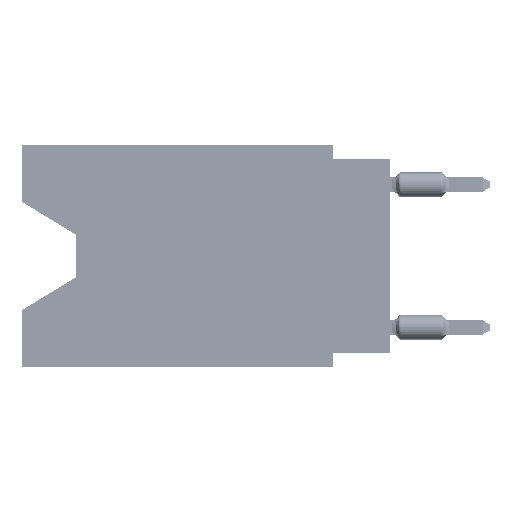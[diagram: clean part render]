
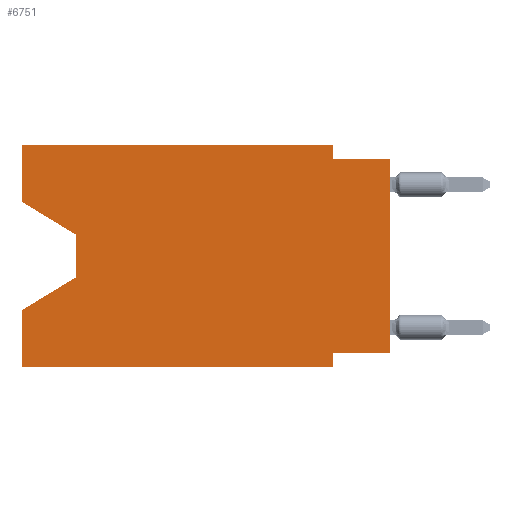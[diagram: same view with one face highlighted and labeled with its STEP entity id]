
A CAD part, left-side view. The second image highlights one B-rep face of the part: STEP entity #6751.
In plain terms, the highlighted planar face has unit normal (-1, 0, 0).
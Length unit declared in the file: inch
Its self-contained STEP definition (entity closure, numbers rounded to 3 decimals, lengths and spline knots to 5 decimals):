
#527 = CARTESIAN_POINT ( 'NONE',  ( 0., 0.55, -0.158 ) ) ;
#762 = ORIENTED_EDGE ( 'NONE', *, *, #37918, .F. ) ;
#1187 = VERTEX_POINT ( 'NONE', #57627 ) ;
#1629 = VERTEX_POINT ( 'NONE', #15960 ) ;
#1750 = CARTESIAN_POINT ( 'NONE',  ( 0., 0.645, 0. ) ) ;
#3384 = CARTESIAN_POINT ( 'NONE',  ( 0., 0., 0. ) ) ;
#3542 = VECTOR ( 'NONE', #4388, 39.37008 ) ;
#3552 = EDGE_LOOP ( 'NONE', ( #37966, #47307, #42418, #762, #15606, #56020, #33594, #43536, #40797, #37169, #11140, #12790 ) ) ;
#3772 = VECTOR ( 'NONE', #16139, 39.37008 ) ;
#3874 = CARTESIAN_POINT ( 'NONE',  ( 0., 0., -0.025 ) ) ;
#4388 = DIRECTION ( 'NONE',  ( 0., 0.855, -0.519 ) ) ;
#4970 = FACE_OUTER_BOUND ( 'NONE', #3552, .T. ) ;
#6102 = DIRECTION ( 'NONE',  ( 0., -1., 0. ) ) ;
#6468 = VECTOR ( 'NONE', #16686, 39.37008 ) ;
#6751 = ADVANCED_FACE ( 'NONE', ( #4970 ), #38154, .F. ) ;
#7273 = EDGE_CURVE ( 'NONE', #57524, #13751, #37452, .T. ) ;
#8850 = EDGE_CURVE ( 'NONE', #25298, #32994, #21734, .T. ) ;
#9796 = EDGE_CURVE ( 'NONE', #24194, #25298, #39149, .T. ) ;
#9879 = EDGE_CURVE ( 'NONE', #32994, #45348, #36656, .T. ) ;
#10117 = VECTOR ( 'NONE', #53802, 39.37008 ) ;
#11001 = CARTESIAN_POINT ( 'NONE',  ( 0., 0.1, -0.365 ) ) ;
#11140 = ORIENTED_EDGE ( 'NONE', *, *, #7273, .F. ) ;
#11771 = CARTESIAN_POINT ( 'NONE',  ( 0., 0.645, -0.10025 ) ) ;
#12790 = ORIENTED_EDGE ( 'NONE', *, *, #23258, .F. ) ;
#13751 = VERTEX_POINT ( 'NONE', #26619 ) ;
#14510 = VECTOR ( 'NONE', #42486, 39.37008 ) ;
#14554 = LINE ( 'NONE', #52099, #53917 ) ;
#15564 = LINE ( 'NONE', #1750, #36432 ) ;
#15606 = ORIENTED_EDGE ( 'NONE', *, *, #40156, .T. ) ;
#15960 = CARTESIAN_POINT ( 'NONE',  ( 0., 0.1, -0.025 ) ) ;
#16139 = DIRECTION ( 'NONE',  ( 0., 0., -1. ) ) ;
#16686 = DIRECTION ( 'NONE',  ( 0., -0.855, -0.519 ) ) ;
#17596 = CARTESIAN_POINT ( 'NONE',  ( 0., 0.55, -0.232 ) ) ;
#17677 = LINE ( 'NONE', #3874, #10117 ) ;
#20165 = CARTESIAN_POINT ( 'NONE',  ( 0., 0., -0.365 ) ) ;
#21370 = VECTOR ( 'NONE', #25705, 39.37008 ) ;
#21734 = LINE ( 'NONE', #44847, #47688 ) ;
#22033 = DIRECTION ( 'NONE',  ( 0., 0., -1. ) ) ;
#22999 = DIRECTION ( 'NONE',  ( 0., -1., 0. ) ) ;
#23146 = CARTESIAN_POINT ( 'NONE',  ( 0., 0.645, -0.28975 ) ) ;
#23258 = EDGE_CURVE ( 'NONE', #24194, #57524, #47711, .T. ) ;
#23568 = CARTESIAN_POINT ( 'NONE',  ( 0., 0.645, -0.39 ) ) ;
#24194 = VERTEX_POINT ( 'NONE', #57760 ) ;
#25298 = VERTEX_POINT ( 'NONE', #527 ) ;
#25332 = VERTEX_POINT ( 'NONE', #23568 ) ;
#25705 = DIRECTION ( 'NONE',  ( 0., 1., 0. ) ) ;
#26619 = CARTESIAN_POINT ( 'NONE',  ( 0., 0.1, 0. ) ) ;
#26654 = EDGE_CURVE ( 'NONE', #29584, #50029, #53128, .T. ) ;
#27318 = EDGE_CURVE ( 'NONE', #50029, #47314, #53090, .T. ) ;
#27609 = CARTESIAN_POINT ( 'NONE',  ( 0., 0.645, 0. ) ) ;
#27704 = EDGE_CURVE ( 'NONE', #13751, #1629, #14554, .T. ) ;
#29584 = VERTEX_POINT ( 'NONE', #54184 ) ;
#32994 = VERTEX_POINT ( 'NONE', #55836 ) ;
#33594 = ORIENTED_EDGE ( 'NONE', *, *, #26654, .F. ) ;
#34143 = DIRECTION ( 'NONE',  ( 1., 0., 0. ) ) ;
#34168 = EDGE_CURVE ( 'NONE', #1629, #1187, #17677, .T. ) ;
#34276 = VECTOR ( 'NONE', #50137, 39.37008 ) ;
#34595 = CARTESIAN_POINT ( 'NONE',  ( 0., 0.1, -0.39 ) ) ;
#34921 = DIRECTION ( 'NONE',  ( 0., 0., 1. ) ) ;
#36432 = VECTOR ( 'NONE', #34921, 39.37008 ) ;
#36656 = LINE ( 'NONE', #17596, #3542 ) ;
#37011 = DIRECTION ( 'NONE',  ( 0., 0., -1. ) ) ;
#37169 = ORIENTED_EDGE ( 'NONE', *, *, #27704, .F. ) ;
#37452 = LINE ( 'NONE', #27609, #39983 ) ;
#37918 = EDGE_CURVE ( 'NONE', #25332, #45348, #15564, .T. ) ;
#37966 = ORIENTED_EDGE ( 'NONE', *, *, #9796, .T. ) ;
#38154 = PLANE ( 'NONE',  #49970 ) ;
#38209 = VECTOR ( 'NONE', #6102, 39.37008 ) ;
#39149 = LINE ( 'NONE', #11771, #6468 ) ;
#39894 = CARTESIAN_POINT ( 'NONE',  ( 0., 0.645, -0.39 ) ) ;
#39983 = VECTOR ( 'NONE', #22999, 39.37008 ) ;
#40156 = EDGE_CURVE ( 'NONE', #25332, #47314, #53478, .T. ) ;
#40797 = ORIENTED_EDGE ( 'NONE', *, *, #34168, .F. ) ;
#42418 = ORIENTED_EDGE ( 'NONE', *, *, #9879, .T. ) ;
#42486 = DIRECTION ( 'NONE',  ( 0., 0., 1. ) ) ;
#43536 = ORIENTED_EDGE ( 'NONE', *, *, #51457, .T. ) ;
#44847 = CARTESIAN_POINT ( 'NONE',  ( 0., 0.55, -0.158 ) ) ;
#45348 = VERTEX_POINT ( 'NONE', #23146 ) ;
#47307 = ORIENTED_EDGE ( 'NONE', *, *, #8850, .T. ) ;
#47314 = VERTEX_POINT ( 'NONE', #54727 ) ;
#47406 = CARTESIAN_POINT ( 'NONE',  ( 0., 0.645, 0. ) ) ;
#47688 = VECTOR ( 'NONE', #22033, 39.37008 ) ;
#47705 = DIRECTION ( 'NONE',  ( 0., 0., -1. ) ) ;
#47711 = LINE ( 'NONE', #51715, #14510 ) ;
#48616 = CARTESIAN_POINT ( 'NONE',  ( 0., 0.645, 0. ) ) ;
#49526 = LINE ( 'NONE', #3384, #34276 ) ;
#49970 = AXIS2_PLACEMENT_3D ( 'NONE', #47406, #34143, #47705 ) ;
#50029 = VERTEX_POINT ( 'NONE', #11001 ) ;
#50137 = DIRECTION ( 'NONE',  ( 0., 0., 1. ) ) ;
#51457 = EDGE_CURVE ( 'NONE', #29584, #1187, #49526, .T. ) ;
#51715 = CARTESIAN_POINT ( 'NONE',  ( 0., 0.645, 0. ) ) ;
#52099 = CARTESIAN_POINT ( 'NONE',  ( 0., 0.1, 0. ) ) ;
#53090 = LINE ( 'NONE', #34595, #3772 ) ;
#53128 = LINE ( 'NONE', #20165, #21370 ) ;
#53478 = LINE ( 'NONE', #39894, #38209 ) ;
#53802 = DIRECTION ( 'NONE',  ( 0., -1., 0. ) ) ;
#53917 = VECTOR ( 'NONE', #37011, 39.37008 ) ;
#54184 = CARTESIAN_POINT ( 'NONE',  ( 0., 0., -0.365 ) ) ;
#54727 = CARTESIAN_POINT ( 'NONE',  ( 0., 0.1, -0.39 ) ) ;
#55836 = CARTESIAN_POINT ( 'NONE',  ( 0., 0.55, -0.232 ) ) ;
#56020 = ORIENTED_EDGE ( 'NONE', *, *, #27318, .F. ) ;
#57524 = VERTEX_POINT ( 'NONE', #48616 ) ;
#57627 = CARTESIAN_POINT ( 'NONE',  ( 0., 0., -0.025 ) ) ;
#57760 = CARTESIAN_POINT ( 'NONE',  ( 0., 0.645, -0.10025 ) ) ;
